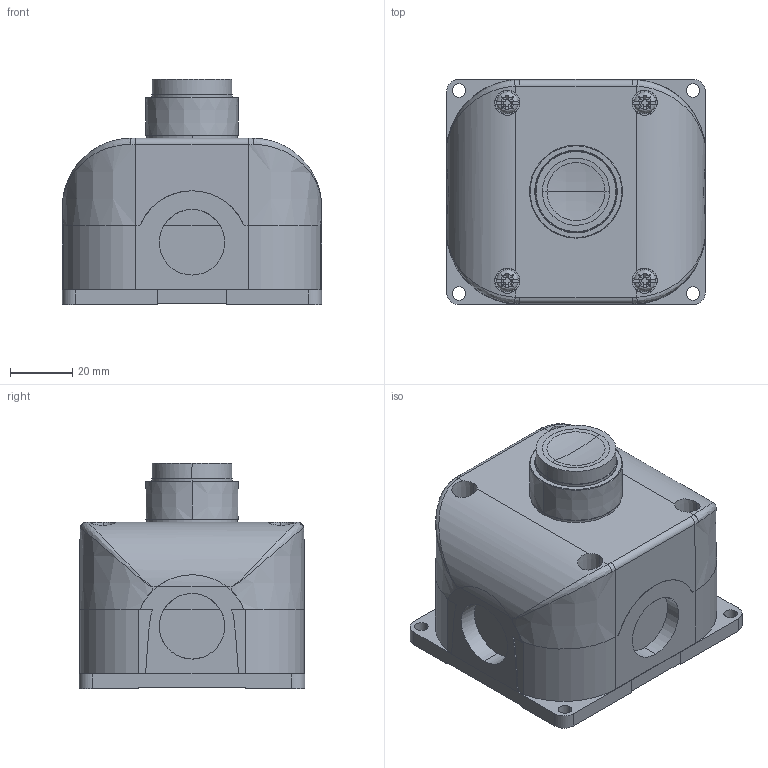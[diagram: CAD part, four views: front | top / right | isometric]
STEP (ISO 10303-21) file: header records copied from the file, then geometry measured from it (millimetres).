
FILE_DESCRIPTION (( 'STEP AP203' ), '1' );
FILE_NAME ('SB114-021-G.step', '2025-02-06T16:28:01', ( '' ), ( '' ), 'SwSTEP 2.0', 'SolidWorks 2024', '' );
FILE_SCHEMA (( 'CONFIG_CONTROL_DESIGN' ));
Length unit declared in the file: inch
Products named in the file (1): SB114-021-G
Bounding box: 83 x 72.29 x 72.2 mm (x, y, z)
Volume: 212757.4 mm3; surface area: 58113.5 mm2
Topology: 4 solids, 4 shells, 551 faces, 1466 edges, 954 vertices
Faces by surface type: plane 301, cylinder 146, bspline 72, cone 32
Entity records: 23335 total; most frequent: CARTESIAN_POINT 10448, ORIENTED_EDGE 2932, DIRECTION 2281, EDGE_CURVE 1466, VERTEX_POINT 954, LINE 805, VECTOR 805, AXIS2_PLACEMENT_3D 738
